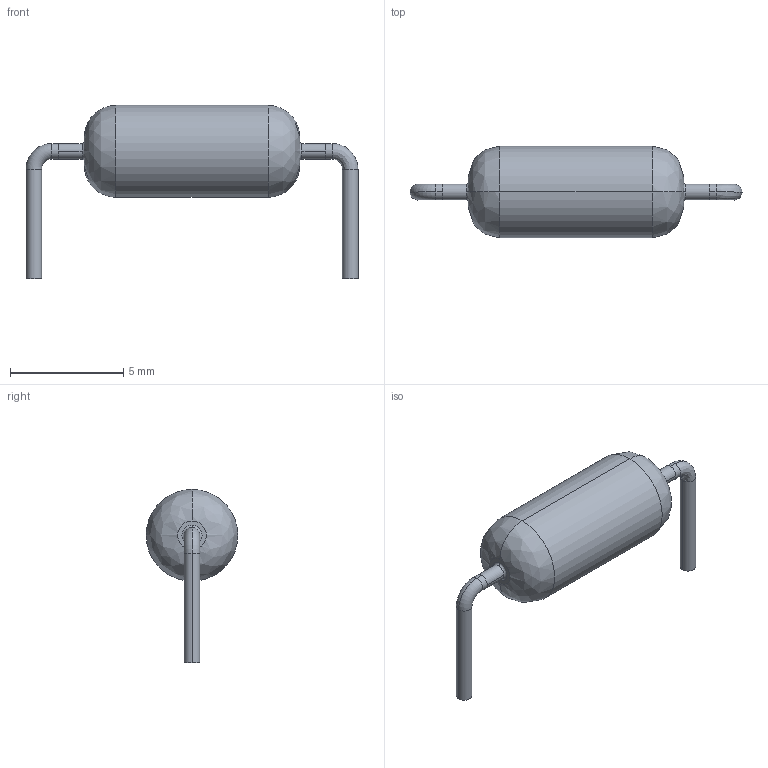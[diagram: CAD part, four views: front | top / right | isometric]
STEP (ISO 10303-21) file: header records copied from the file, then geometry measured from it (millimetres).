
FILE_DESCRIPTION((''),'2;1');
FILE_NAME('RES_VISHAY_CMF60.stp','2012-11-27T13:48:38',(''),(''),'Mechanical Desktop 2011','Mechanical Desktop 2011',', , ');
FILE_SCHEMA(('AUTOMOTIVE_DESIGN { 1 2 10303 214 1 1 1 1 }'));
Length unit declared in the file: millimetre
Products named in the file (1): Product
Bounding box: 14.69 x 4.06 x 7.66 mm (x, y, z)
Volume: 119.9 mm3; surface area: 165.8 mm2
Topology: 5 solids, 5 shells, 38 faces, 70 edges, 44 vertices
Faces by surface type: bspline 16, cylinder 10, plane 10, torus 2
Entity records: 1466 total; most frequent: CARTESIAN_POINT 667, DIRECTION 172, ORIENTED_EDGE 140, AXIS2_PLACEMENT_3D 79, EDGE_CURVE 70, CIRCLE 56, VERTEX_POINT 44, EDGE_LOOP 40
